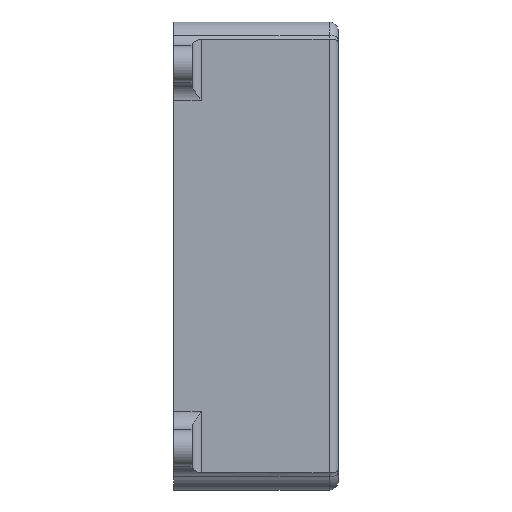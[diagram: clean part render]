
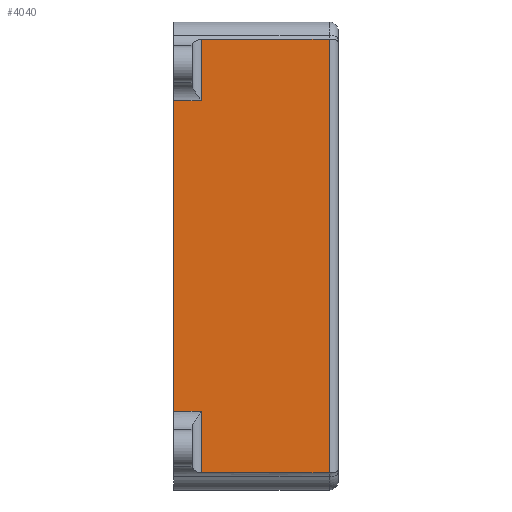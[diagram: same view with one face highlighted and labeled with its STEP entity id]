
A CAD part, left-side view. The second image highlights one B-rep face of the part: STEP entity #4040.
In plain terms, the highlighted planar face has unit normal (-1, 0, 0).
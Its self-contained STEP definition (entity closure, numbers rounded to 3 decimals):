
#140=PLANE('',#4351);
#240=FACE_OUTER_BOUND('',#483,.T.);
#483=EDGE_LOOP('',(#2818,#2819,#2820,#2821,#2822,#2823,#2824,#2825));
#777=LINE('',#6321,#1101);
#799=LINE('',#6600,#1123);
#800=LINE('',#6602,#1124);
#801=LINE('',#6604,#1125);
#802=LINE('',#6606,#1126);
#803=LINE('',#6608,#1127);
#804=LINE('',#6610,#1128);
#805=LINE('',#6611,#1129);
#1101=VECTOR('',#4921,10.);
#1123=VECTOR('',#5007,10.);
#1124=VECTOR('',#5008,10.);
#1125=VECTOR('',#5009,10.);
#1126=VECTOR('',#5010,10.);
#1127=VECTOR('',#5011,10.);
#1128=VECTOR('',#5012,10.);
#1129=VECTOR('',#5013,10.);
#1694=VERTEX_POINT('',#6270);
#1701=VERTEX_POINT('',#6306);
#1748=VERTEX_POINT('',#6599);
#1749=VERTEX_POINT('',#6601);
#1750=VERTEX_POINT('',#6603);
#1751=VERTEX_POINT('',#6605);
#1752=VERTEX_POINT('',#6607);
#1753=VERTEX_POINT('',#6609);
#2100=EDGE_CURVE('',#1701,#1694,#777,.T.);
#2160=EDGE_CURVE('',#1748,#1701,#799,.T.);
#2161=EDGE_CURVE('',#1749,#1748,#800,.T.);
#2162=EDGE_CURVE('',#1750,#1749,#801,.T.);
#2163=EDGE_CURVE('',#1751,#1750,#802,.T.);
#2164=EDGE_CURVE('',#1752,#1751,#803,.T.);
#2165=EDGE_CURVE('',#1753,#1752,#804,.T.);
#2166=EDGE_CURVE('',#1753,#1694,#805,.F.);
#2818=ORIENTED_EDGE('',*,*,#2100,.F.);
#2819=ORIENTED_EDGE('',*,*,#2160,.F.);
#2820=ORIENTED_EDGE('',*,*,#2161,.F.);
#2821=ORIENTED_EDGE('',*,*,#2162,.F.);
#2822=ORIENTED_EDGE('',*,*,#2163,.F.);
#2823=ORIENTED_EDGE('',*,*,#2164,.F.);
#2824=ORIENTED_EDGE('',*,*,#2165,.F.);
#2825=ORIENTED_EDGE('',*,*,#2166,.T.);
#4040=ADVANCED_FACE('',(#240),#140,.T.);
#4351=AXIS2_PLACEMENT_3D('',#6598,#5005,#5006);
#4921=DIRECTION('',(0.,0.,-1.));
#5005=DIRECTION('center_axis',(-1.,0.,0.));
#5006=DIRECTION('ref_axis',(0.,0.,1.));
#5007=DIRECTION('',(0.,-1.,0.));
#5008=DIRECTION('',(0.,0.,1.));
#5009=DIRECTION('',(0.,-1.,0.));
#5010=DIRECTION('',(0.,0.,1.));
#5011=DIRECTION('',(0.,1.,0.));
#5012=DIRECTION('',(0.,0.,1.));
#5013=DIRECTION('',(0.,1.,0.));
#6270=CARTESIAN_POINT('',(0.,2.5,-123.317));
#6306=CARTESIAN_POINT('',(0.,2.5,-4.683));
#6321=CARTESIAN_POINT('',(0.,2.5,-96.));
#6598=CARTESIAN_POINT('Origin',(0.,0.,-128.));
#6599=CARTESIAN_POINT('',(0.,37.5,-4.683));
#6600=CARTESIAN_POINT('',(0.,0.,-4.683));
#6601=CARTESIAN_POINT('',(0.,37.5,-21.5));
#6602=CARTESIAN_POINT('',(0.,37.5,-72.25));
#6603=CARTESIAN_POINT('',(0.,45.,-21.5));
#6604=CARTESIAN_POINT('',(0.,22.5,-21.5));
#6605=CARTESIAN_POINT('',(0.,45.,-106.5));
#6606=CARTESIAN_POINT('',(0.,45.,-128.));
#6607=CARTESIAN_POINT('',(0.,37.5,-106.5));
#6608=CARTESIAN_POINT('',(0.,20.,-106.5));
#6609=CARTESIAN_POINT('',(0.,37.5,-123.317));
#6610=CARTESIAN_POINT('',(0.,37.5,-124.75));
#6611=CARTESIAN_POINT('',(0.,0.,-123.317));
